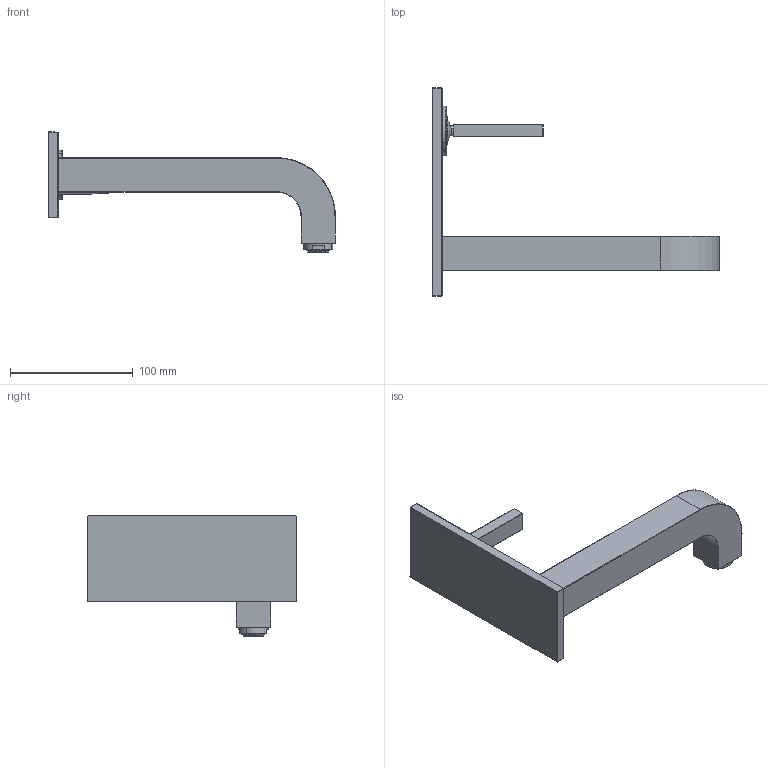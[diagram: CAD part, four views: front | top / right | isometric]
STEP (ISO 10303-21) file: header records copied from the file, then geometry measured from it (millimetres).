
FILE_DESCRIPTION(('CAx-IF Rec.Pracs.---Model Styling and Organization---1.2---2011-12-15','CAx-IF Rec.Pracs.---Geometric and Assembly Validation Properties---4.1---2014-06-16','CAx-IF Rec.Pracs.---PMI Polyline Presentation---2.0---2013-05-24'),'2;1');
FILE_NAME('1000120107_PPR_000.stp','2017-09-29T08:33:39+02:00',(''),(''),'STEP Interface 4.1 by CT CoreTechnologie','3D_Evolution4.1 by CT CoreTechnologie','');
FILE_SCHEMA(('AP203_CONFIGURATION_CONTROLLED_3D_DESIGN_OF_MECHANICAL_PARTS_AND_ASSEMBLIES_MIM_LF'));
Length unit declared in the file: millimetre
Products named in the file (15): P_2 Citterio WTM UP lang.Auslauf m. Pla. 1000120107_PPR_000_A0; P_2 Griff kpl. 2L-WTA-WM Citterio 1000117075_PPR_000_A0; P_2 Griffadapter 2L-WTA-WM Citterio 1000083365_PPA_000_A0; P_2 Griff 2L-WTA-WM Citterio 1000117077_PPA_000_A0; Gewindestift DIN914-M4x6-A2 1000000128_PPA_000_A0; P_2 Schmutzkappe lang 2L-WTA-WM Uno L=10 1000120105_PPA_000_A0; P_2 Platte  2L-WTA-WM Uno 1000112734_PPA_000_A0; P_2 Blende Auslauf 2L-WTA-WM Citterio 1000120104_PPA_000_A0; P_2 Blende 2L-WTA-WM Uno (R03) 1000073552_PPA_000_A0; P_ 2 Grundkoerper lg. 3L-WTA-WM Citterio 1000104949_PPA_000_A0; Gewindestift mit Zapfen DIN915-M6x6-A2 1000000103_PPA_000_A0; P_2 SR_STD_SC__M24x1-m 1000085259_PPR_000_A1; P_2 Strahlreglerhuelse M24x1 (R02) 1000085260_PPA_000_A1; SR_STD_SC_2,2gpm-air_gelb 1000063090_PPA_000_A0; Flachdichtung d15xD21,3 (EB-2,4) 1000029262_PPA_000_A1
Assembly tree (14 placements, depth 3):
  P_2 Citterio WTM UP lang.Auslauf m. Pla. 1000120107_PPR_000_A0
    P_2 Griff kpl. 2L-WTA-WM Citterio 1000117075_PPR_000_A0
      P_2 Griffadapter 2L-WTA-WM Citterio 1000083365_PPA_000_A0
      P_2 Griff 2L-WTA-WM Citterio 1000117077_PPA_000_A0
      Gewindestift DIN914-M4x6-A2 1000000128_PPA_000_A0
    P_2 Schmutzkappe lang 2L-WTA-WM Uno L=10 1000120105_PPA_000_A0
    P_2 Platte  2L-WTA-WM Uno 1000112734_PPA_000_A0
    P_2 Blende Auslauf 2L-WTA-WM Citterio 1000120104_PPA_000_A0
    P_2 Blende 2L-WTA-WM Uno (R03) 1000073552_PPA_000_A0
    P_ 2 Grundkoerper lg. 3L-WTA-WM Citterio 1000104949_PPA_000_A0
    Gewindestift mit Zapfen DIN915-M6x6-A2 1000000103_PPA_000_A0
    P_2 SR_STD_SC__M24x1-m 1000085259_PPR_000_A1
      P_2 Strahlreglerhuelse M24x1 (R02) 1000085260_PPA_000_A1
      SR_STD_SC_2,2gpm-air_gelb 1000063090_PPA_000_A0
      Flachdichtung d15xD21,3 (EB-2,4) 1000029262_PPA_000_A1
Bounding box: 233.75 x 170 x 97.95 mm (x, y, z)
Volume: 288468.4 mm3; surface area: 86671.2 mm2
Topology: 12 solids, 12 shells, 1068 faces, 2841 edges, 1783 vertices
Faces by surface type: plane 504, cylinder 382, bspline 182
Entity records: 50197 total; most frequent: CARTESIAN_POINT 10907, DIRECTION 5644, ORIENTED_EDGE 5642, EDGE_CURVE 2821, AXIS2_PLACEMENT_3D 1978, VERTEX_POINT 1783, VECTOR 1688, LINE 1688
